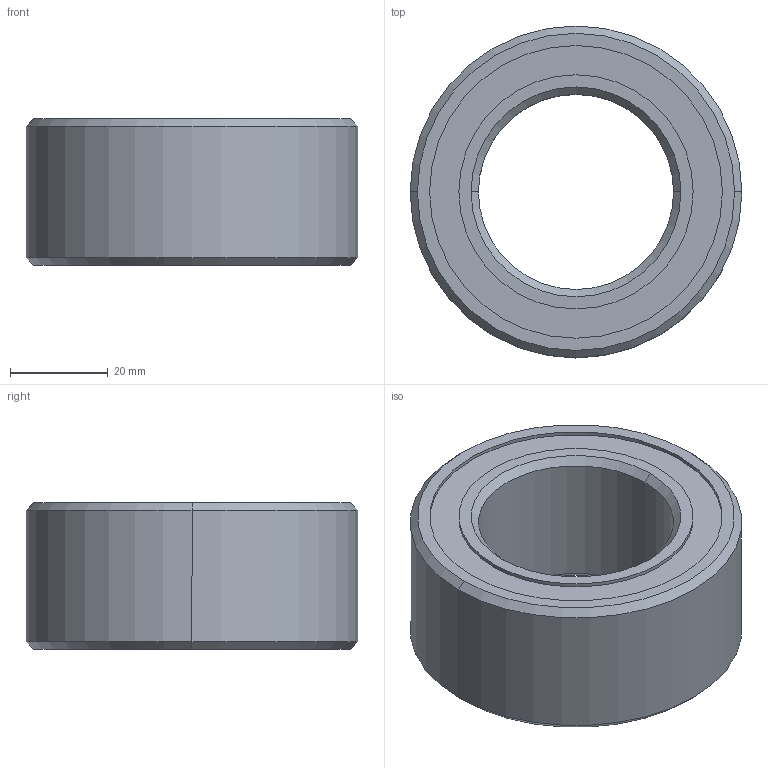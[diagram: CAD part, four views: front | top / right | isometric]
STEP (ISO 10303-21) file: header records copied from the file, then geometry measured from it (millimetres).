
FILE_DESCRIPTION (( 'STEP AP214' ), '1' );
FILE_NAME ('NSK 40BD6830DUK BEARING.STEP', '2012-01-06T14:58:22', ( '' ), ( '' ), 'SwSTEP 2.0', 'SolidWorks 2011', '' );
FILE_SCHEMA (( 'AUTOMOTIVE_DESIGN' ));
Length unit declared in the file: millimetre
Products named in the file (1): NSK 40BD6830DUK BEARING
Bounding box: 68 x 68 x 30 mm (x, y, z)
Volume: 49510.3 mm3; surface area: 36477.5 mm2
Topology: 28 solids, 28 shells, 100 faces, 272 edges, 180 vertices
Faces by surface type: sphere 48, cylinder 24, torus 12, cone 8, plane 8
Entity records: 2741 total; most frequent: DIRECTION 474, CARTESIAN_POINT 361, ORIENTED_EDGE 304, AXIS2_PLACEMENT_3D 221, EDGE_CURVE 152, CIRCLE 120, EDGE_LOOP 108, VERTEX_POINT 108
